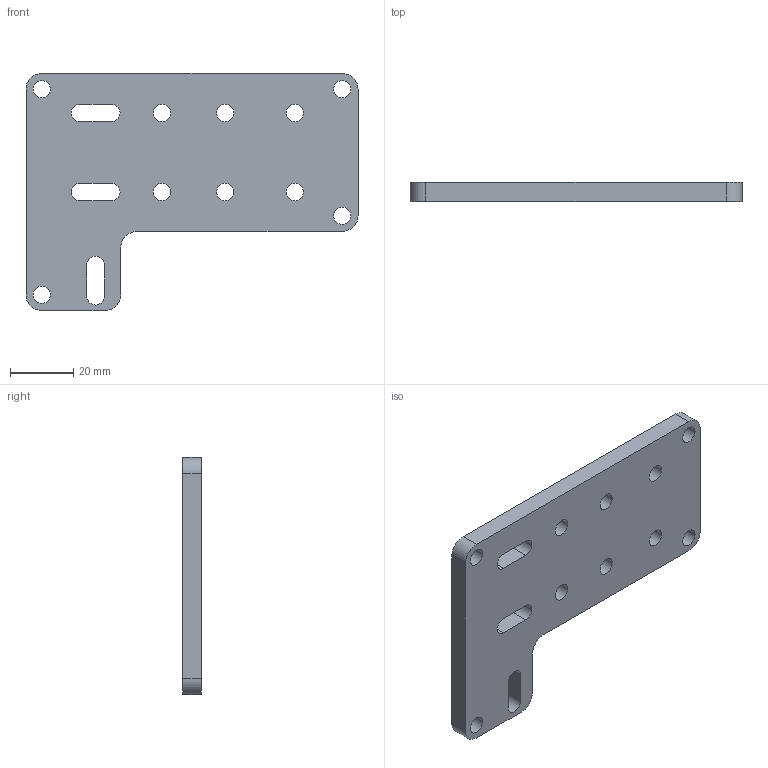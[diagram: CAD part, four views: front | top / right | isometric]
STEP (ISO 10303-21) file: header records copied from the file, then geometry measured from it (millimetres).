
FILE_DESCRIPTION(/* description */ (''),/* implementation_level */ '2;1');
FILE_NAME(/* name */ 'X_Carriage_Plate.stp',/* time_stamp */ '2021-08-21T19:31:49-07:00',/* author */ ('Jorian Bruslind'),/* organization */ (''),/* preprocessor_version */ 'ST-DEVELOPER v18.1',/* originating_system */ 'Autodesk Inventor 2021',/* authorisation */ '');
FILE_SCHEMA (('AUTOMOTIVE_DESIGN { 1 0 10303 214 3 1 1 }'));
Length unit declared in the file: millimetre
Products named in the file (1): X_Carriage_Plate
Bounding box: 105 x 6 x 75 mm (x, y, z)
Volume: 33028.1 mm3; surface area: 14799.9 mm2
Topology: 1 solids, 1 shells, 36 faces, 112 edges, 78 vertices
Faces by surface type: cylinder 22, plane 14
Full cylindrical faces by diameter (mm): 5.5 x10
Entity records: 1383 total; most frequent: DIRECTION 240, CARTESIAN_POINT 227, ORIENTED_EDGE 224, EDGE_CURVE 112, AXIS2_PLACEMENT_3D 91, VERTEX_POINT 78, EDGE_LOOP 62, LINE 58
